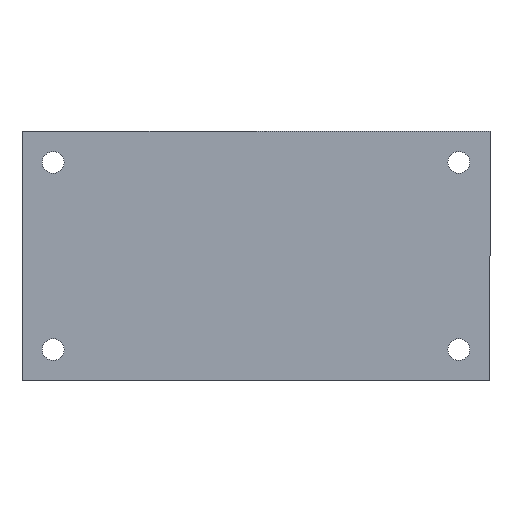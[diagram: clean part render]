
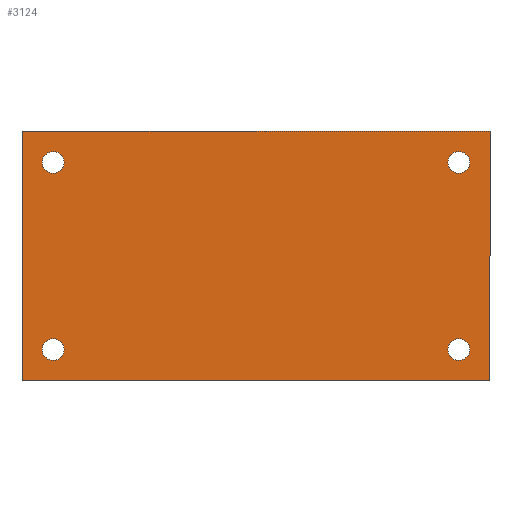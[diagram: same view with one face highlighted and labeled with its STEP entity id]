
A CAD part, front view. The second image highlights one B-rep face of the part: STEP entity #3124.
In plain terms, the highlighted planar face has unit normal (0, -1, 0).
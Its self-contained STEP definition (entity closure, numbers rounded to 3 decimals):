
#17 = DIRECTION ( 'NONE',  ( -1., 0., 0. ) ) ;
#277 = CARTESIAN_POINT ( 'NONE',  ( -113.861, -21.448, 112.601 ) ) ;
#282 = FACE_BOUND ( 'NONE', #5063, .T. ) ;
#308 = DIRECTION ( 'NONE',  ( 0., 1., 0. ) ) ;
#311 = FACE_BOUND ( 'NONE', #1964, .T. ) ;
#402 = VERTEX_POINT ( 'NONE', #4097 ) ;
#420 = EDGE_CURVE ( 'NONE', #1076, #5143, #5229, .T. ) ;
#474 = CARTESIAN_POINT ( 'NONE',  ( 186.139, -21.448, -47.399 ) ) ;
#486 = DIRECTION ( 'NONE',  ( 0., 1., 0. ) ) ;
#501 = EDGE_CURVE ( 'NONE', #2366, #3819, #1300, .T. ) ;
#544 = AXIS2_PLACEMENT_3D ( 'NONE', #3812, #3288, #3707 ) ;
#585 = EDGE_CURVE ( 'NONE', #3304, #3544, #1916, .T. ) ;
#650 = AXIS2_PLACEMENT_3D ( 'NONE', #4623, #3264, #812 ) ;
#723 = CARTESIAN_POINT ( 'NONE',  ( 166.139, -21.448, -27.399 ) ) ;
#775 = DIRECTION ( 'NONE',  ( 0., 0., 1. ) ) ;
#805 = ORIENTED_EDGE ( 'NONE', *, *, #585, .T. ) ;
#812 = DIRECTION ( 'NONE',  ( 0., 0., -1. ) ) ;
#820 = AXIS2_PLACEMENT_3D ( 'NONE', #2441, #3367, #5520 ) ;
#836 = LINE ( 'NONE', #5490, #2054 ) ;
#864 = CIRCLE ( 'NONE', #1742, 7. ) ;
#900 = VECTOR ( 'NONE', #5024, 1000. ) ;
#942 = EDGE_CURVE ( 'NONE', #3447, #2289, #864, .T. ) ;
#1076 = VERTEX_POINT ( 'NONE', #1972 ) ;
#1263 = CARTESIAN_POINT ( 'NONE',  ( -113.861, -21.448, -47.399 ) ) ;
#1264 = AXIS2_PLACEMENT_3D ( 'NONE', #2462, #2840, #5352 ) ;
#1300 = LINE ( 'NONE', #5052, #3968 ) ;
#1358 = CARTESIAN_POINT ( 'NONE',  ( -93.861, -21.448, 92.601 ) ) ;
#1430 = EDGE_LOOP ( 'NONE', ( #1975, #3127 ) ) ;
#1742 = AXIS2_PLACEMENT_3D ( 'NONE', #3743, #2905, #4161 ) ;
#1749 = VERTEX_POINT ( 'NONE', #3715 ) ;
#1784 = CIRCLE ( 'NONE', #820, 7. ) ;
#1892 = ORIENTED_EDGE ( 'NONE', *, *, #4422, .F. ) ;
#1916 = CIRCLE ( 'NONE', #5233, 7. ) ;
#1950 = VERTEX_POINT ( 'NONE', #3823 ) ;
#1964 = EDGE_LOOP ( 'NONE', ( #5500, #2842 ) ) ;
#1971 = FACE_BOUND ( 'NONE', #3190, .T. ) ;
#1972 = CARTESIAN_POINT ( 'NONE',  ( 166.139, -21.448, -34.399 ) ) ;
#1975 = ORIENTED_EDGE ( 'NONE', *, *, #2453, .T. ) ;
#1995 = DIRECTION ( 'NONE',  ( 0., 0., 1. ) ) ;
#2052 = FACE_BOUND ( 'NONE', #1430, .T. ) ;
#2054 = VECTOR ( 'NONE', #2469, 1000. ) ;
#2289 = VERTEX_POINT ( 'NONE', #3398 ) ;
#2366 = VERTEX_POINT ( 'NONE', #474 ) ;
#2441 = CARTESIAN_POINT ( 'NONE',  ( -93.861, -21.448, -27.399 ) ) ;
#2453 = EDGE_CURVE ( 'NONE', #5143, #1076, #3910, .T. ) ;
#2462 = CARTESIAN_POINT ( 'NONE',  ( -93.861, -21.448, 92.601 ) ) ;
#2469 = DIRECTION ( 'NONE',  ( 0., 0., -1. ) ) ;
#2511 = ORIENTED_EDGE ( 'NONE', *, *, #3151, .F. ) ;
#2600 = CARTESIAN_POINT ( 'NONE',  ( 166.139, -21.448, 92.601 ) ) ;
#2630 = DIRECTION ( 'NONE',  ( 0., 0., 1. ) ) ;
#2637 = EDGE_LOOP ( 'NONE', ( #2511, #1892, #3857, #2906 ) ) ;
#2823 = AXIS2_PLACEMENT_3D ( 'NONE', #723, #308, #1995 ) ;
#2840 = DIRECTION ( 'NONE',  ( 0., 1., 0. ) ) ;
#2842 = ORIENTED_EDGE ( 'NONE', *, *, #3137, .T. ) ;
#2905 = DIRECTION ( 'NONE',  ( 0., 1., 0. ) ) ;
#2906 = ORIENTED_EDGE ( 'NONE', *, *, #501, .F. ) ;
#2961 = ORIENTED_EDGE ( 'NONE', *, *, #5497, .T. ) ;
#3124 = ADVANCED_FACE ( 'NONE', ( #311, #282, #1971, #2052, #4647 ), #5033, .F. ) ;
#3127 = ORIENTED_EDGE ( 'NONE', *, *, #420, .T. ) ;
#3137 = EDGE_CURVE ( 'NONE', #1749, #1950, #1784, .T. ) ;
#3151 = EDGE_CURVE ( 'NONE', #402, #2366, #836, .T. ) ;
#3190 = EDGE_LOOP ( 'NONE', ( #2961, #3820 ) ) ;
#3208 = DIRECTION ( 'NONE',  ( 0., 1., 0. ) ) ;
#3264 = DIRECTION ( 'NONE',  ( 0., 1., 0. ) ) ;
#3280 = LINE ( 'NONE', #3644, #3575 ) ;
#3288 = DIRECTION ( 'NONE',  ( 0., 1., 0. ) ) ;
#3304 = VERTEX_POINT ( 'NONE', #3505 ) ;
#3367 = DIRECTION ( 'NONE',  ( 0., 1., 0. ) ) ;
#3373 = AXIS2_PLACEMENT_3D ( 'NONE', #3623, #3208, #4917 ) ;
#3398 = CARTESIAN_POINT ( 'NONE',  ( 166.139, -21.448, 99.601 ) ) ;
#3447 = VERTEX_POINT ( 'NONE', #3645 ) ;
#3505 = CARTESIAN_POINT ( 'NONE',  ( -93.861, -21.448, 85.601 ) ) ;
#3544 = VERTEX_POINT ( 'NONE', #4361 ) ;
#3575 = VECTOR ( 'NONE', #775, 1000. ) ;
#3623 = CARTESIAN_POINT ( 'NONE',  ( 166.139, -21.448, -27.399 ) ) ;
#3644 = CARTESIAN_POINT ( 'NONE',  ( -113.861, -21.448, -47.399 ) ) ;
#3645 = CARTESIAN_POINT ( 'NONE',  ( 166.139, -21.448, 85.601 ) ) ;
#3707 = DIRECTION ( 'NONE',  ( 0., 0., 1. ) ) ;
#3715 = CARTESIAN_POINT ( 'NONE',  ( -93.861, -21.448, -34.399 ) ) ;
#3743 = CARTESIAN_POINT ( 'NONE',  ( 166.139, -21.448, 92.601 ) ) ;
#3812 = CARTESIAN_POINT ( 'NONE',  ( 186.139, -21.448, -47.399 ) ) ;
#3819 = VERTEX_POINT ( 'NONE', #1263 ) ;
#3820 = ORIENTED_EDGE ( 'NONE', *, *, #942, .T. ) ;
#3823 = CARTESIAN_POINT ( 'NONE',  ( -93.861, -21.448, -20.399 ) ) ;
#3857 = ORIENTED_EDGE ( 'NONE', *, *, #4477, .F. ) ;
#3910 = CIRCLE ( 'NONE', #3373, 7. ) ;
#3937 = CIRCLE ( 'NONE', #650, 7. ) ;
#3957 = CARTESIAN_POINT ( 'NONE',  ( 166.139, -21.448, -20.399 ) ) ;
#3968 = VECTOR ( 'NONE', #17, 1000. ) ;
#4006 = VERTEX_POINT ( 'NONE', #5385 ) ;
#4092 = LINE ( 'NONE', #277, #900 ) ;
#4097 = CARTESIAN_POINT ( 'NONE',  ( 186.139, -21.448, 112.601 ) ) ;
#4161 = DIRECTION ( 'NONE',  ( 0., 0., -1. ) ) ;
#4308 = DIRECTION ( 'NONE',  ( 0., 0., -1. ) ) ;
#4361 = CARTESIAN_POINT ( 'NONE',  ( -93.861, -21.448, 99.601 ) ) ;
#4422 = EDGE_CURVE ( 'NONE', #4006, #402, #4092, .T. ) ;
#4477 = EDGE_CURVE ( 'NONE', #3819, #4006, #3280, .T. ) ;
#4481 = EDGE_CURVE ( 'NONE', #3544, #3304, #4924, .T. ) ;
#4540 = ORIENTED_EDGE ( 'NONE', *, *, #4481, .T. ) ;
#4623 = CARTESIAN_POINT ( 'NONE',  ( -93.861, -21.448, -27.399 ) ) ;
#4647 = FACE_OUTER_BOUND ( 'NONE', #2637, .T. ) ;
#4816 = DIRECTION ( 'NONE',  ( 0., 1., 0. ) ) ;
#4917 = DIRECTION ( 'NONE',  ( 0., 0., 1. ) ) ;
#4924 = CIRCLE ( 'NONE', #1264, 7. ) ;
#4938 = AXIS2_PLACEMENT_3D ( 'NONE', #2600, #486, #4308 ) ;
#5024 = DIRECTION ( 'NONE',  ( 1., 0., 0. ) ) ;
#5033 = PLANE ( 'NONE',  #544 ) ;
#5052 = CARTESIAN_POINT ( 'NONE',  ( -113.861, -21.448, -47.399 ) ) ;
#5063 = EDGE_LOOP ( 'NONE', ( #4540, #805 ) ) ;
#5109 = CIRCLE ( 'NONE', #4938, 7. ) ;
#5143 = VERTEX_POINT ( 'NONE', #3957 ) ;
#5207 = EDGE_CURVE ( 'NONE', #1950, #1749, #3937, .T. ) ;
#5229 = CIRCLE ( 'NONE', #2823, 7. ) ;
#5233 = AXIS2_PLACEMENT_3D ( 'NONE', #1358, #4816, #2630 ) ;
#5352 = DIRECTION ( 'NONE',  ( 0., 0., 1. ) ) ;
#5385 = CARTESIAN_POINT ( 'NONE',  ( -113.861, -21.448, 112.601 ) ) ;
#5490 = CARTESIAN_POINT ( 'NONE',  ( 186.139, -21.448, -47.399 ) ) ;
#5497 = EDGE_CURVE ( 'NONE', #2289, #3447, #5109, .T. ) ;
#5500 = ORIENTED_EDGE ( 'NONE', *, *, #5207, .T. ) ;
#5520 = DIRECTION ( 'NONE',  ( 0., 0., -1. ) ) ;
